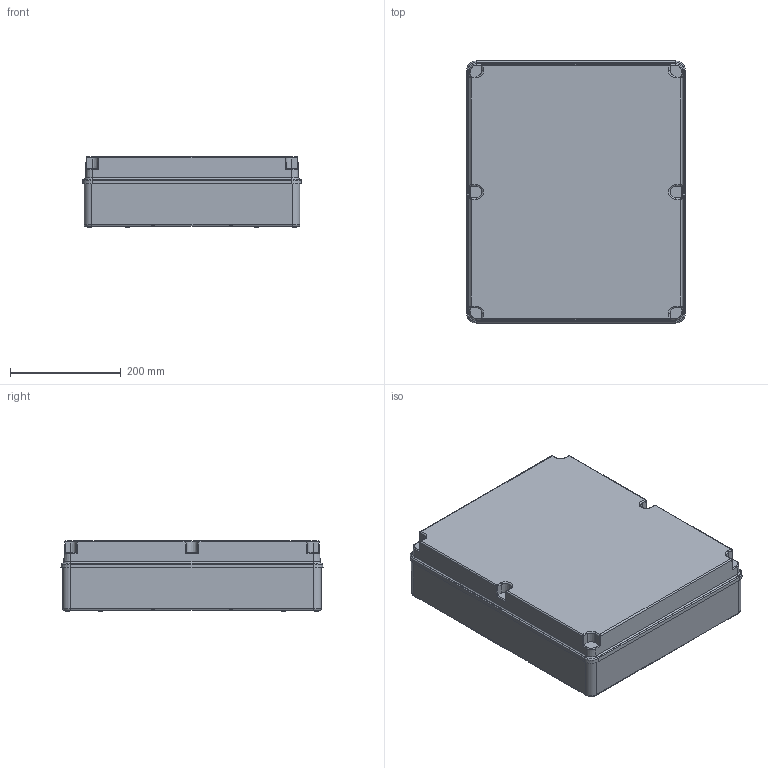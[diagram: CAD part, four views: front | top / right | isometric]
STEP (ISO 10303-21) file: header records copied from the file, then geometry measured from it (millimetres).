
FILE_DESCRIPTION((''),'2;1');
FILE_NAME('GW44211_ASM','2020-07-23T23:22:10',('user'),('Technoprobe spa'),'CREO PARAMETRIC BY PTC INC, 2019471','CREO PARAMETRIC BY PTC INC, 2019471','');
FILE_SCHEMA(('CONFIG_CONTROL_DESIGN'));
Products named in the file (3): 55910673A3XX_TAB_FONDO_CASS; 55910541C3XX_COPERCHIO_BASSO_X_; GW44211_ASM
Assembly tree (2 placements, depth 2):
  GW44211_ASM
    55910673A3XX_TAB_FONDO_CASS
    55910541C3XX_COPERCHIO_BASSO_X_
Bounding box: 395.6 x 473.6 x 128 mm (x, y, z)
Volume: 2177349.9 mm3; surface area: 1312171.7 mm2
Topology: 2 solids, 4 shells, 1857 faces, 5402 edges, 3606 vertices
Faces by surface type: plane 1364, cylinder 253, cone 194, bspline 24, torus 22
Entity records: 64102 total; most frequent: CARTESIAN_POINT 15184, ORIENTED_EDGE 10788, DIRECTION 9318, EDGE_CURVE 5394, VECTOR 4258, LINE 4258, VERTEX_POINT 3606, AXIS2_PLACEMENT_3D 2530
